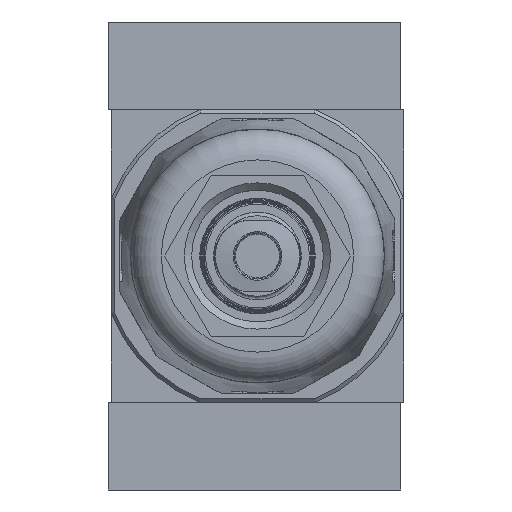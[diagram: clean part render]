
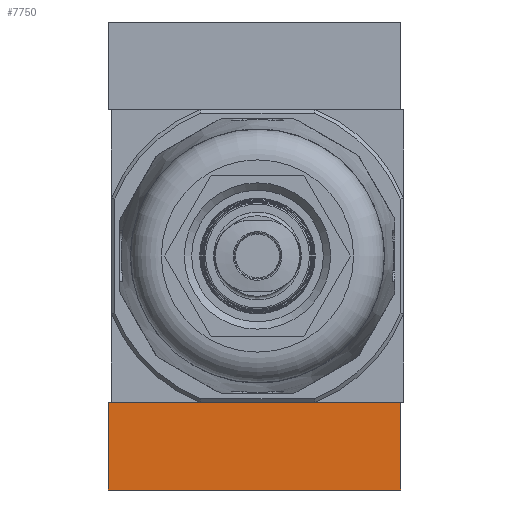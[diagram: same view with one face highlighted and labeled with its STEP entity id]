
A CAD part, front view. The second image highlights one B-rep face of the part: STEP entity #7750.
In plain terms, the highlighted face is planar.
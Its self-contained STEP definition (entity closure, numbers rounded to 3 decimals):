
#429=LINE('',#12024,#795);
#434=LINE('',#12038,#800);
#436=LINE('',#12042,#802);
#437=LINE('',#12043,#803);
#795=VECTOR('',#9566,1000.);
#800=VECTOR('',#9579,1000.);
#802=VECTOR('',#9583,1000.);
#803=VECTOR('',#9584,1000.);
#1049=PLANE('',#8311);
#2276=ORIENTED_EDGE('',*,*,#3449,.T.);
#2277=ORIENTED_EDGE('',*,*,#3440,.F.);
#2278=ORIENTED_EDGE('',*,*,#3450,.F.);
#2279=ORIENTED_EDGE('',*,*,#3447,.T.);
#3440=EDGE_CURVE('',#4114,#4111,#429,.T.);
#3447=EDGE_CURVE('',#4120,#4119,#434,.T.);
#3449=EDGE_CURVE('',#4119,#4111,#436,.T.);
#3450=EDGE_CURVE('',#4120,#4114,#437,.T.);
#4111=VERTEX_POINT('',#12018);
#4114=VERTEX_POINT('',#12023);
#4119=VERTEX_POINT('',#12037);
#4120=VERTEX_POINT('',#12039);
#4924=EDGE_LOOP('',(#2276,#2277,#2278,#2279));
#5460=FACE_BOUND('',#4924,.T.);
#7750=ADVANCED_FACE('',(#5460),#1049,.F.);
#8311=AXIS2_PLACEMENT_3D('',#12041,#9581,#9582);
#9566=DIRECTION('',(0.,0.,-1.));
#9579=DIRECTION('',(0.,0.,-1.));
#9581=DIRECTION('',(0.,-1.,0.));
#9582=DIRECTION('',(0.,0.,-1.));
#9583=DIRECTION('',(-1.,0.,0.));
#9584=DIRECTION('',(-1.,0.,0.));
#12018=CARTESIAN_POINT('',(-20.,10.,-6.));
#12023=CARTESIAN_POINT('',(-20.,10.,6.));
#12024=CARTESIAN_POINT('',(-20.,10.,6.));
#12037=CARTESIAN_POINT('',(20.,10.,-6.));
#12038=CARTESIAN_POINT('',(20.,10.,6.));
#12039=CARTESIAN_POINT('',(20.,10.,6.));
#12041=CARTESIAN_POINT('',(20.,10.,6.));
#12042=CARTESIAN_POINT('',(20.,10.,-6.));
#12043=CARTESIAN_POINT('',(20.,10.,6.));
